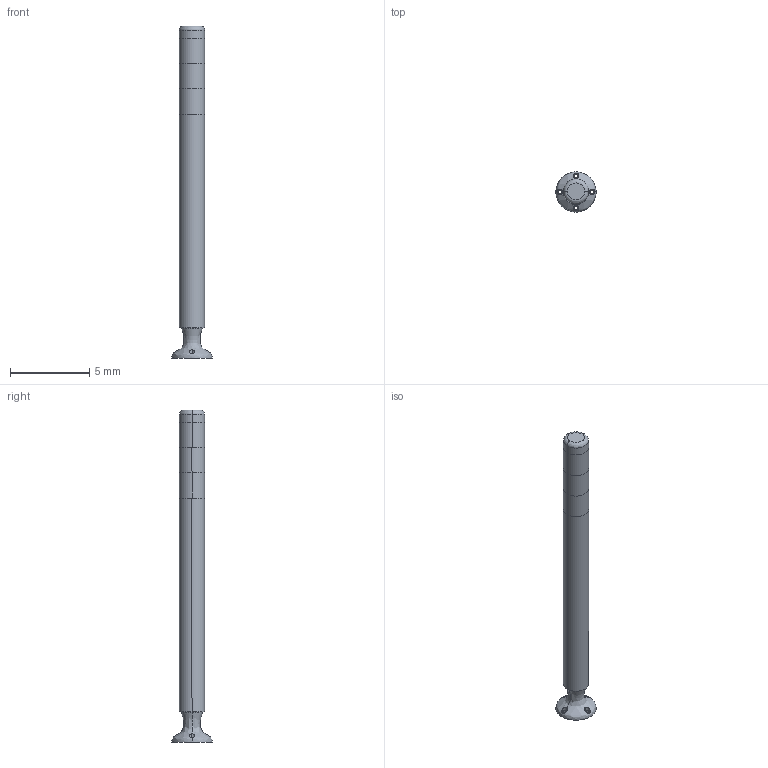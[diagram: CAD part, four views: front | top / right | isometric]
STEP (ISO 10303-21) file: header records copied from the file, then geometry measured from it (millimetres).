
FILE_DESCRIPTION(/* description */ (''),/* implementation_level */ '2;1');
FILE_NAME(/* name */ 'flexible bollard',/* time_stamp */ '2025-06-23T14:03:14-04:00',/* author */ (''),/* organization */ (''),/* preprocessor_version */ 'ST-DEVELOPER v19.2',/* originating_system */ 'Rhino 8.20',/* authorisation */ '');
FILE_SCHEMA (('CONFIG_CONTROL_DESIGN'));
Length unit declared in the file: inch
Products named in the file (1): Document
Bounding box: 2.54 x 2.54 x 20.95 mm (x, y, z)
Volume: 17.4 mm3; surface area: 232.9 mm2
Topology: 4 solids, 4 shells, 62 faces, 130 edges, 82 vertices
Faces by surface type: cylinder 38, plane 18, bspline 6
Entity records: 2069 total; most frequent: CARTESIAN_POINT 714, ORIENTED_EDGE 260, DIRECTION 216, AXIS2_PLACEMENT_3D 136, EDGE_CURVE 130, VERTEX_POINT 82, EDGE_LOOP 80, TRIMMED_CURVE 78
